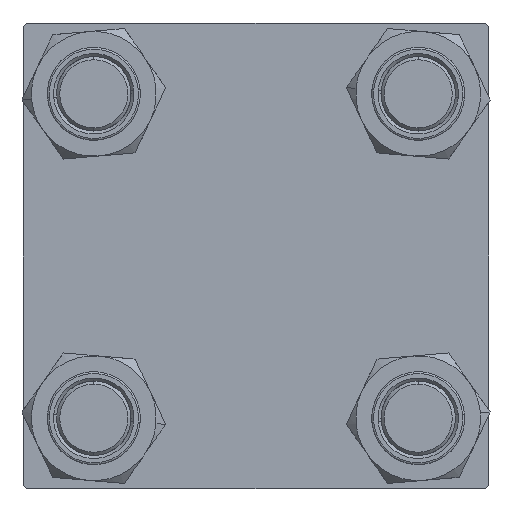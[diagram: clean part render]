
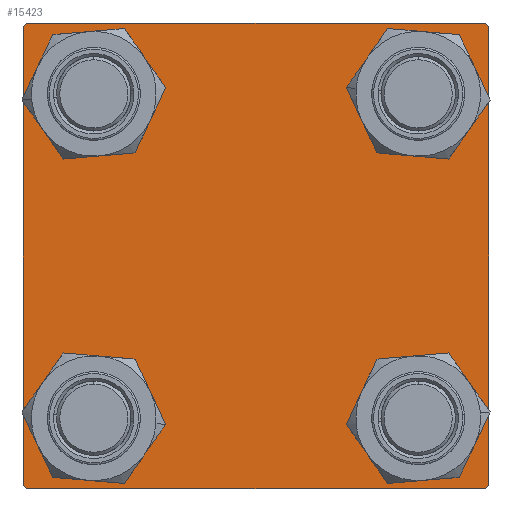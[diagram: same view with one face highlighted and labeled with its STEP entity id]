
A CAD part, left-side view. The second image highlights one B-rep face of the part: STEP entity #15423.
In plain terms, the highlighted planar face has unit normal (-1, 0, 0).
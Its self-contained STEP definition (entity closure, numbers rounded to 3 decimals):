
#362 = VERTEX_POINT ( 'NONE', #4536 ) ;
#380 = LINE ( 'NONE', #31969, #13864 ) ;
#609 = ORIENTED_EDGE ( 'NONE', *, *, #48509, .T. ) ;
#701 = ORIENTED_EDGE ( 'NONE', *, *, #13063, .T. ) ;
#784 = EDGE_CURVE ( 'NONE', #362, #18826, #26245, .T. ) ;
#1159 = PLANE ( 'NONE',  #32094 ) ;
#3932 = LINE ( 'NONE', #21470, #37752 ) ;
#3984 = AXIS2_PLACEMENT_3D ( 'NONE', #38442, #21771, #20914 ) ;
#4111 = ORIENTED_EDGE ( 'NONE', *, *, #23865, .T. ) ;
#4319 = CARTESIAN_POINT ( 'NONE',  ( 0., -26.15, -26.15 ) ) ;
#4536 = CARTESIAN_POINT ( 'NONE',  ( 0., 26.15, 32.65 ) ) ;
#4850 = DIRECTION ( 'NONE',  ( 0., 0.707, -0.707 ) ) ;
#5318 = EDGE_CURVE ( 'NONE', #24216, #30110, #40975, .T. ) ;
#5326 = DIRECTION ( 'NONE',  ( 1., 0., 0. ) ) ;
#5459 = FACE_BOUND ( 'NONE', #39558, .T. ) ;
#5533 = DIRECTION ( 'NONE',  ( 0., 0., -1. ) ) ;
#6272 = CIRCLE ( 'NONE', #45763, 6.5 ) ;
#7142 = AXIS2_PLACEMENT_3D ( 'NONE', #46246, #55185, #49723 ) ;
#8270 = CARTESIAN_POINT ( 'NONE',  ( 0., 37., 37.5 ) ) ;
#8338 = AXIS2_PLACEMENT_3D ( 'NONE', #4319, #35089, #12963 ) ;
#8582 = CIRCLE ( 'NONE', #3984, 6.5 ) ;
#8793 = AXIS2_PLACEMENT_3D ( 'NONE', #43737, #36239, #44033 ) ;
#8865 = LINE ( 'NONE', #26412, #37314 ) ;
#9461 = VERTEX_POINT ( 'NONE', #52753 ) ;
#10098 = EDGE_CURVE ( 'NONE', #14012, #9461, #25868, .T. ) ;
#10420 = EDGE_CURVE ( 'NONE', #9461, #35542, #39214, .T. ) ;
#10883 = AXIS2_PLACEMENT_3D ( 'NONE', #48154, #44689, #49293 ) ;
#11653 = DIRECTION ( 'NONE',  ( 0., 0., 1. ) ) ;
#11713 = VECTOR ( 'NONE', #40224, 1000. ) ;
#12682 = EDGE_CURVE ( 'NONE', #16358, #47294, #20909, .T. ) ;
#12963 = DIRECTION ( 'NONE',  ( 0., 0., 1. ) ) ;
#13063 = EDGE_CURVE ( 'NONE', #30110, #24216, #26499, .T. ) ;
#13864 = VECTOR ( 'NONE', #5533, 1000. ) ;
#14012 = VERTEX_POINT ( 'NONE', #25454 ) ;
#14373 = DIRECTION ( 'NONE',  ( -1., 0., 0. ) ) ;
#14419 = VECTOR ( 'NONE', #28953, 1000. ) ;
#15423 = ADVANCED_FACE ( 'NONE', ( #27316, #5459, #17849, #23010, #40540 ), #1159, .T. ) ;
#15742 = LINE ( 'NONE', #50823, #14419 ) ;
#16358 = VERTEX_POINT ( 'NONE', #49460 ) ;
#17231 = VERTEX_POINT ( 'NONE', #44380 ) ;
#17382 = ORIENTED_EDGE ( 'NONE', *, *, #784, .T. ) ;
#17849 = FACE_BOUND ( 'NONE', #52326, .T. ) ;
#18797 = VERTEX_POINT ( 'NONE', #51458 ) ;
#18826 = VERTEX_POINT ( 'NONE', #30724 ) ;
#19327 = EDGE_CURVE ( 'NONE', #16358, #38262, #380, .T. ) ;
#20909 = LINE ( 'NONE', #55738, #49474 ) ;
#20914 = DIRECTION ( 'NONE',  ( 0., 0., 1. ) ) ;
#21470 = CARTESIAN_POINT ( 'NONE',  ( 0., 37.5, 37.5 ) ) ;
#21771 = DIRECTION ( 'NONE',  ( 1., 0., 0. ) ) ;
#22183 = EDGE_LOOP ( 'NONE', ( #17382, #52741 ) ) ;
#22761 = CARTESIAN_POINT ( 'NONE',  ( 0., 26.15, -32.65 ) ) ;
#22840 = AXIS2_PLACEMENT_3D ( 'NONE', #55405, #28647, #29204 ) ;
#22874 = DIRECTION ( 'NONE',  ( 0., 0., 1. ) ) ;
#23010 = FACE_BOUND ( 'NONE', #22183, .T. ) ;
#23117 = ORIENTED_EDGE ( 'NONE', *, *, #37781, .T. ) ;
#23865 = EDGE_CURVE ( 'NONE', #51411, #31651, #27630, .T. ) ;
#24048 = CARTESIAN_POINT ( 'NONE',  ( 0., -26.15, -32.65 ) ) ;
#24216 = VERTEX_POINT ( 'NONE', #47676 ) ;
#25232 = ORIENTED_EDGE ( 'NONE', *, *, #40051, .T. ) ;
#25454 = CARTESIAN_POINT ( 'NONE',  ( 0., 37.5, 37. ) ) ;
#25868 = LINE ( 'NONE', #32145, #11713 ) ;
#26104 = ORIENTED_EDGE ( 'NONE', *, *, #56549, .F. ) ;
#26145 = ORIENTED_EDGE ( 'NONE', *, *, #10420, .T. ) ;
#26245 = CIRCLE ( 'NONE', #8793, 6.5 ) ;
#26412 = CARTESIAN_POINT ( 'NONE',  ( 0., 37.25, 37.25 ) ) ;
#26499 = CIRCLE ( 'NONE', #10883, 6.5 ) ;
#26648 = DIRECTION ( 'NONE',  ( 0., -1., 0. ) ) ;
#27316 = FACE_BOUND ( 'NONE', #34153, .T. ) ;
#27630 = CIRCLE ( 'NONE', #8338, 6.5 ) ;
#28647 = DIRECTION ( 'NONE',  ( 1., 0., 0. ) ) ;
#28953 = DIRECTION ( 'NONE',  ( 0., -0.707, 0.707 ) ) ;
#29204 = DIRECTION ( 'NONE',  ( 0., 0., 1. ) ) ;
#30110 = VERTEX_POINT ( 'NONE', #22761 ) ;
#30383 = LINE ( 'NONE', #38728, #36083 ) ;
#30724 = CARTESIAN_POINT ( 'NONE',  ( 0., 26.15, 19.65 ) ) ;
#30807 = EDGE_CURVE ( 'NONE', #35542, #40924, #30383, .T. ) ;
#30998 = CIRCLE ( 'NONE', #7142, 6.5 ) ;
#31554 = EDGE_CURVE ( 'NONE', #18826, #362, #8582, .T. ) ;
#31651 = VERTEX_POINT ( 'NONE', #24048 ) ;
#31900 = DIRECTION ( 'NONE',  ( 0., 0., 1. ) ) ;
#31933 = VECTOR ( 'NONE', #52475, 1000. ) ;
#31969 = CARTESIAN_POINT ( 'NONE',  ( 0., -37.5, 37.5 ) ) ;
#32014 = CIRCLE ( 'NONE', #22840, 6.5 ) ;
#32094 = AXIS2_PLACEMENT_3D ( 'NONE', #40819, #14373, #31900 ) ;
#32145 = CARTESIAN_POINT ( 'NONE',  ( 0., 37.5, 37.5 ) ) ;
#33219 = DIRECTION ( 'NONE',  ( 1., 0., 0. ) ) ;
#34153 = EDGE_LOOP ( 'NONE', ( #56928, #609 ) ) ;
#35089 = DIRECTION ( 'NONE',  ( 1., 0., 0. ) ) ;
#35542 = VERTEX_POINT ( 'NONE', #37630 ) ;
#36083 = VECTOR ( 'NONE', #47937, 1000. ) ;
#36239 = DIRECTION ( 'NONE',  ( 1., 0., 0. ) ) ;
#36664 = EDGE_CURVE ( 'NONE', #40083, #14012, #8865, .T. ) ;
#37314 = VECTOR ( 'NONE', #4850, 1000. ) ;
#37630 = CARTESIAN_POINT ( 'NONE',  ( 0., 37., -37.5 ) ) ;
#37649 = ORIENTED_EDGE ( 'NONE', *, *, #30807, .T. ) ;
#37752 = VECTOR ( 'NONE', #26648, 1000. ) ;
#37781 = EDGE_CURVE ( 'NONE', #40924, #38262, #15742, .T. ) ;
#38262 = VERTEX_POINT ( 'NONE', #52035 ) ;
#38442 = CARTESIAN_POINT ( 'NONE',  ( 0., 26.15, 26.15 ) ) ;
#38728 = CARTESIAN_POINT ( 'NONE',  ( 0., 37.5, -37.5 ) ) ;
#39214 = LINE ( 'NONE', #56796, #31933 ) ;
#39381 = CARTESIAN_POINT ( 'NONE',  ( 0., -26.15, -19.65 ) ) ;
#39558 = EDGE_LOOP ( 'NONE', ( #4111, #25232 ) ) ;
#40051 = EDGE_CURVE ( 'NONE', #31651, #51411, #30998, .T. ) ;
#40083 = VERTEX_POINT ( 'NONE', #8270 ) ;
#40224 = DIRECTION ( 'NONE',  ( 0., 0., -1. ) ) ;
#40540 = FACE_OUTER_BOUND ( 'NONE', #42180, .T. ) ;
#40670 = ORIENTED_EDGE ( 'NONE', *, *, #36664, .T. ) ;
#40819 = CARTESIAN_POINT ( 'NONE',  ( 0., 0., 0. ) ) ;
#40924 = VERTEX_POINT ( 'NONE', #50158 ) ;
#40975 = CIRCLE ( 'NONE', #52029, 6.5 ) ;
#42129 = CARTESIAN_POINT ( 'NONE',  ( 0., -26.15, 26.15 ) ) ;
#42180 = EDGE_LOOP ( 'NONE', ( #42981, #26145, #37649, #23117, #54360, #49138, #26104, #40670 ) ) ;
#42286 = ORIENTED_EDGE ( 'NONE', *, *, #5318, .T. ) ;
#42981 = ORIENTED_EDGE ( 'NONE', *, *, #10098, .T. ) ;
#43044 = DIRECTION ( 'NONE',  ( 0., 0.707, 0.707 ) ) ;
#43498 = EDGE_CURVE ( 'NONE', #18797, #17231, #32014, .T. ) ;
#43737 = CARTESIAN_POINT ( 'NONE',  ( 0., 26.15, 26.15 ) ) ;
#44033 = DIRECTION ( 'NONE',  ( 0., 0., 1. ) ) ;
#44380 = CARTESIAN_POINT ( 'NONE',  ( 0., -26.15, 19.65 ) ) ;
#44440 = CARTESIAN_POINT ( 'NONE',  ( 0., 26.15, -26.15 ) ) ;
#44689 = DIRECTION ( 'NONE',  ( 1., 0., 0. ) ) ;
#45763 = AXIS2_PLACEMENT_3D ( 'NONE', #42129, #33219, #11653 ) ;
#46246 = CARTESIAN_POINT ( 'NONE',  ( 0., -26.15, -26.15 ) ) ;
#47294 = VERTEX_POINT ( 'NONE', #48650 ) ;
#47676 = CARTESIAN_POINT ( 'NONE',  ( 0., 26.15, -19.65 ) ) ;
#47937 = DIRECTION ( 'NONE',  ( 0., -1., 0. ) ) ;
#48154 = CARTESIAN_POINT ( 'NONE',  ( 0., 26.15, -26.15 ) ) ;
#48509 = EDGE_CURVE ( 'NONE', #17231, #18797, #6272, .T. ) ;
#48650 = CARTESIAN_POINT ( 'NONE',  ( 0., -37., 37.5 ) ) ;
#49138 = ORIENTED_EDGE ( 'NONE', *, *, #12682, .T. ) ;
#49293 = DIRECTION ( 'NONE',  ( 0., 0., 1. ) ) ;
#49460 = CARTESIAN_POINT ( 'NONE',  ( 0., -37.5, 37. ) ) ;
#49474 = VECTOR ( 'NONE', #43044, 1000. ) ;
#49723 = DIRECTION ( 'NONE',  ( 0., 0., 1. ) ) ;
#50158 = CARTESIAN_POINT ( 'NONE',  ( 0., -37., -37.5 ) ) ;
#50823 = CARTESIAN_POINT ( 'NONE',  ( 0., -37.25, -37.25 ) ) ;
#51411 = VERTEX_POINT ( 'NONE', #39381 ) ;
#51458 = CARTESIAN_POINT ( 'NONE',  ( 0., -26.15, 32.65 ) ) ;
#52029 = AXIS2_PLACEMENT_3D ( 'NONE', #44440, #5326, #22874 ) ;
#52035 = CARTESIAN_POINT ( 'NONE',  ( 0., -37.5, -37. ) ) ;
#52326 = EDGE_LOOP ( 'NONE', ( #42286, #701 ) ) ;
#52475 = DIRECTION ( 'NONE',  ( 0., -0.707, -0.707 ) ) ;
#52741 = ORIENTED_EDGE ( 'NONE', *, *, #31554, .T. ) ;
#52753 = CARTESIAN_POINT ( 'NONE',  ( 0., 37.5, -37. ) ) ;
#54360 = ORIENTED_EDGE ( 'NONE', *, *, #19327, .F. ) ;
#55185 = DIRECTION ( 'NONE',  ( 1., 0., 0. ) ) ;
#55405 = CARTESIAN_POINT ( 'NONE',  ( 0., -26.15, 26.15 ) ) ;
#55738 = CARTESIAN_POINT ( 'NONE',  ( 0., -37.25, 37.25 ) ) ;
#56549 = EDGE_CURVE ( 'NONE', #40083, #47294, #3932, .T. ) ;
#56796 = CARTESIAN_POINT ( 'NONE',  ( 0., 37.25, -37.25 ) ) ;
#56928 = ORIENTED_EDGE ( 'NONE', *, *, #43498, .T. ) ;
